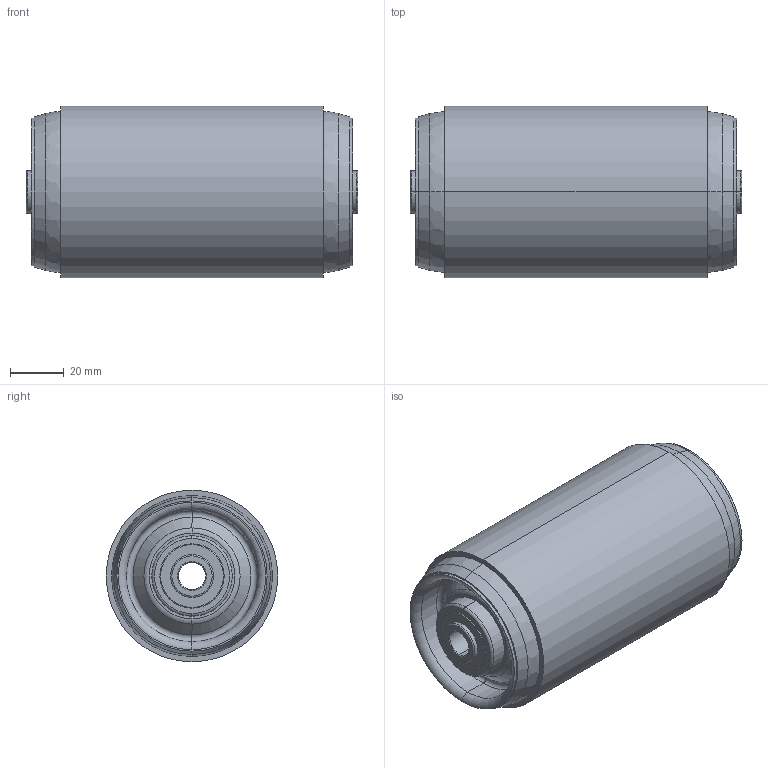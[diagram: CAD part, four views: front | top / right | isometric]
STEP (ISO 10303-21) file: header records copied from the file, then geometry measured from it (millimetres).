
FILE_DESCRIPTION (( 'STEP AP214' ), '1' );
FILE_NAME ('0024322_NR-210-60-10-PVC2mm_(-02).step', '2020-02-25T12:32:32', ( '' ), ( '' ), 'SwSTEP 2.0', 'SolidWorks 2018', '' );
FILE_SCHEMA (( 'AUTOMOTIVE_DESIGN' ));
Length unit declared in the file: millimetre
Products named in the file (1): 0024322_NR-210-60-10-PVC2mm_(-02)
Bounding box: 123.5 x 64 x 64 mm (x, y, z)
Surface area: 56902.8 mm2 (no closed solid volume)
Topology: 0 solids, 2 shells, 78 faces, 158 edges, 92 vertices
Faces by surface type: torus 28, cylinder 26, cone 12, plane 12
Entity records: 2944 total; most frequent: DIRECTION 436, CARTESIAN_POINT 329, ORIENTED_EDGE 312, AXIS2_PLACEMENT_3D 199, EDGE_CURVE 158, CIRCLE 120, VERTEX_POINT 92, EDGE_LOOP 90
